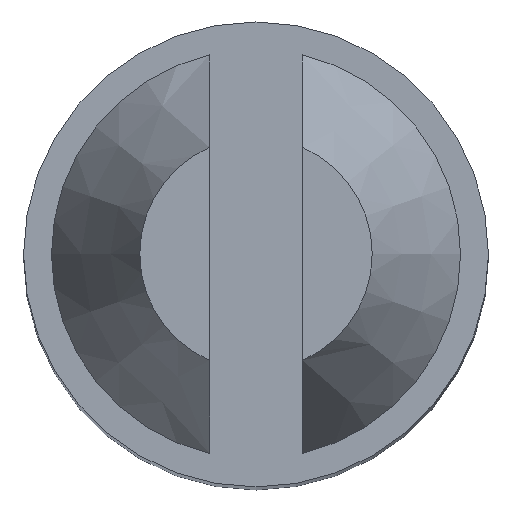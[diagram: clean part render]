
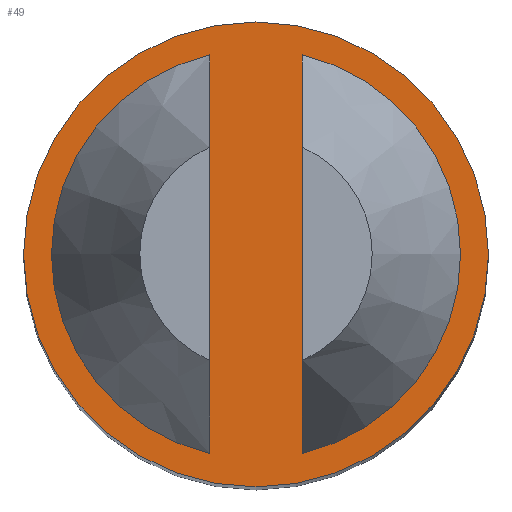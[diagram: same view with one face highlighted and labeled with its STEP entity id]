
A CAD part, top view. The second image highlights one B-rep face of the part: STEP entity #49.
In plain terms, the highlighted planar face has unit normal (0, 0, 1).
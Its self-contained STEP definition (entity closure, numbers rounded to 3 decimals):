
#49 = ADVANCED_FACE( '', ( #110, #111, #112 ), #113, .F. );
#110 = FACE_BOUND( '', #185, .T. );
#111 = FACE_BOUND( '', #186, .T. );
#112 = FACE_OUTER_BOUND( '', #187, .T. );
#113 = PLANE( '', #188 );
#185 = EDGE_LOOP( '', ( #262, #263 ) );
#186 = EDGE_LOOP( '', ( #264, #265 ) );
#187 = EDGE_LOOP( '', ( #266 ) );
#188 = AXIS2_PLACEMENT_3D( '', #267, #268, #269 );
#262 = ORIENTED_EDGE( '', *, *, #428, .T. );
#263 = ORIENTED_EDGE( '', *, *, #429, .T. );
#264 = ORIENTED_EDGE( '', *, *, #430, .T. );
#265 = ORIENTED_EDGE( '', *, *, #431, .F. );
#266 = ORIENTED_EDGE( '', *, *, #432, .F. );
#267 = CARTESIAN_POINT( '', ( -2., 0., 9.5 ) );
#268 = DIRECTION( '', ( 0., 0., -1. ) );
#269 = DIRECTION( '', ( -1., 0., 0. ) );
#428 = EDGE_CURVE( '', #499, #500, #501, .T. );
#429 = EDGE_CURVE( '', #500, #499, #502, .T. );
#430 = EDGE_CURVE( '', #503, #504, #505, .T. );
#431 = EDGE_CURVE( '', #503, #504, #506, .T. );
#432 = EDGE_CURVE( '', #507, #507, #508, .T. );
#499 = VERTEX_POINT( '', #597 );
#500 = VERTEX_POINT( '', #598 );
#501 = LINE( '', #599, #600 );
#502 = CIRCLE( '', #601, 2. );
#503 = VERTEX_POINT( '', #602 );
#504 = VERTEX_POINT( '', #603 );
#505 = CIRCLE( '', #604, 2. );
#506 = LINE( '', #605, #606 );
#507 = VERTEX_POINT( '', #607 );
#508 = CIRCLE( '', #608, 2.5 );
#597 = CARTESIAN_POINT( '', ( 0.5, -1.936, 9.5 ) );
#598 = CARTESIAN_POINT( '', ( 0.5, 1.936, 9.5 ) );
#599 = CARTESIAN_POINT( '', ( 0.5, -2.5, 9.5 ) );
#600 = VECTOR( '', #750, 1000. );
#601 = AXIS2_PLACEMENT_3D( '', #751, #752, #753 );
#602 = CARTESIAN_POINT( '', ( -0.5, -1.936, 9.5 ) );
#603 = CARTESIAN_POINT( '', ( -0.5, 1.936, 9.5 ) );
#604 = AXIS2_PLACEMENT_3D( '', #754, #755, #756 );
#605 = CARTESIAN_POINT( '', ( -0.5, -2.5, 9.5 ) );
#606 = VECTOR( '', #757, 1000. );
#607 = CARTESIAN_POINT( '', ( -2.5, 0., 9.5 ) );
#608 = AXIS2_PLACEMENT_3D( '', #758, #759, #760 );
#750 = DIRECTION( '', ( 0., 1., 0. ) );
#751 = CARTESIAN_POINT( '', ( 0., 0., 9.5 ) );
#752 = DIRECTION( '', ( 0., 0., -1. ) );
#753 = DIRECTION( '', ( -1., 0., 0. ) );
#754 = CARTESIAN_POINT( '', ( 0., 0., 9.5 ) );
#755 = DIRECTION( '', ( 0., 0., -1. ) );
#756 = DIRECTION( '', ( -1., 0., 0. ) );
#757 = DIRECTION( '', ( 0., 1., 0. ) );
#758 = CARTESIAN_POINT( '', ( 0., 0., 9.5 ) );
#759 = DIRECTION( '', ( 0., 0., -1. ) );
#760 = DIRECTION( '', ( -1., 0., 0. ) );
